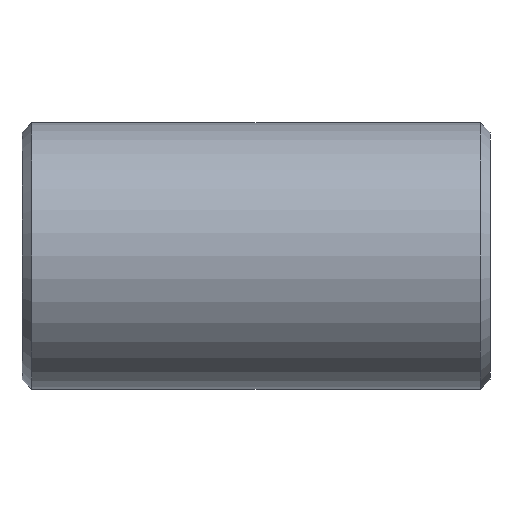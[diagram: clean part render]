
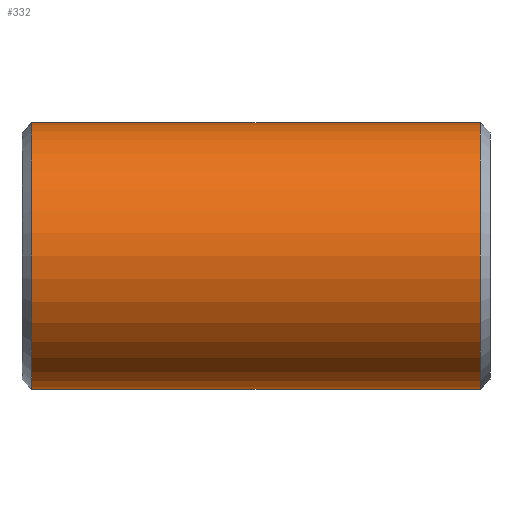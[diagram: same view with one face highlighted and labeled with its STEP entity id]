
A CAD part, front view. The second image highlights one B-rep face of the part: STEP entity #332.
In plain terms, the highlighted cylindrical face has radius 70.65 mm (diameter 141.3 mm), a partial arc.
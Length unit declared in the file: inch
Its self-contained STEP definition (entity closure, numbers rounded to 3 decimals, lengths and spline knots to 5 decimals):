
#3 = DIRECTION ( 'NONE',  ( -1., 0., 0. ) ) ;
#7 = ORIENTED_EDGE ( 'NONE', *, *, #370, .F. ) ;
#54 = ORIENTED_EDGE ( 'NONE', *, *, #190, .T. ) ;
#56 = LINE ( 'NONE', #292, #217 ) ;
#57 = VERTEX_POINT ( 'NONE', #376 ) ;
#60 = DIRECTION ( 'NONE',  ( -1., 0., 0. ) ) ;
#64 = EDGE_LOOP ( 'NONE', ( #7, #136, #636, #54 ) ) ;
#78 = CIRCLE ( 'NONE', #257, 2.7815 ) ;
#106 = CARTESIAN_POINT ( 'NONE',  ( 4.88, 0., 0. ) ) ;
#119 = CYLINDRICAL_SURFACE ( 'NONE', #355, 2.7815 ) ;
#125 = AXIS2_PLACEMENT_3D ( 'NONE', #450, #149, #507 ) ;
#136 = ORIENTED_EDGE ( 'NONE', *, *, #538, .T. ) ;
#149 = DIRECTION ( 'NONE',  ( 1., 0., 0. ) ) ;
#162 = CIRCLE ( 'NONE', #125, 2.7815 ) ;
#190 = EDGE_CURVE ( 'NONE', #424, #747, #162, .T. ) ;
#208 = LINE ( 'NONE', #657, #745 ) ;
#217 = VECTOR ( 'NONE', #60, 39.37008 ) ;
#234 = DIRECTION ( 'NONE',  ( -1., 0., 0. ) ) ;
#257 = AXIS2_PLACEMENT_3D ( 'NONE', #518, #234, #414 ) ;
#292 = CARTESIAN_POINT ( 'NONE',  ( 4.88, 0., -2.7815 ) ) ;
#332 = ADVANCED_FACE ( 'NONE', ( #536 ), #119, .T. ) ;
#341 = CARTESIAN_POINT ( 'NONE',  ( 4.67167, 0., -2.7815 ) ) ;
#355 = AXIS2_PLACEMENT_3D ( 'NONE', #106, #3, #415 ) ;
#370 = EDGE_CURVE ( 'NONE', #527, #747, #56, .T. ) ;
#376 = CARTESIAN_POINT ( 'NONE',  ( 4.67167, 0., 2.7815 ) ) ;
#409 = DIRECTION ( 'NONE',  ( -1., 0., 0. ) ) ;
#414 = DIRECTION ( 'NONE',  ( 0., 0., -1. ) ) ;
#415 = DIRECTION ( 'NONE',  ( 0., 0., 1. ) ) ;
#424 = VERTEX_POINT ( 'NONE', #614 ) ;
#449 = CARTESIAN_POINT ( 'NONE',  ( -4.67167, 0., -2.7815 ) ) ;
#450 = CARTESIAN_POINT ( 'NONE',  ( -4.67167, 0., 0. ) ) ;
#507 = DIRECTION ( 'NONE',  ( 0., 0., 1. ) ) ;
#510 = EDGE_CURVE ( 'NONE', #57, #424, #208, .T. ) ;
#518 = CARTESIAN_POINT ( 'NONE',  ( 4.67167, 0., 0. ) ) ;
#527 = VERTEX_POINT ( 'NONE', #341 ) ;
#536 = FACE_OUTER_BOUND ( 'NONE', #64, .T. ) ;
#538 = EDGE_CURVE ( 'NONE', #527, #57, #78, .T. ) ;
#614 = CARTESIAN_POINT ( 'NONE',  ( -4.67167, 0., 2.7815 ) ) ;
#636 = ORIENTED_EDGE ( 'NONE', *, *, #510, .T. ) ;
#657 = CARTESIAN_POINT ( 'NONE',  ( 4.88, 0., 2.7815 ) ) ;
#745 = VECTOR ( 'NONE', #409, 39.37008 ) ;
#747 = VERTEX_POINT ( 'NONE', #449 ) ;
